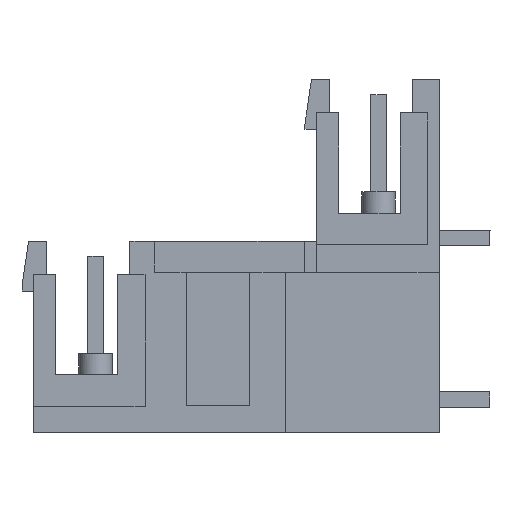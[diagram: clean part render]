
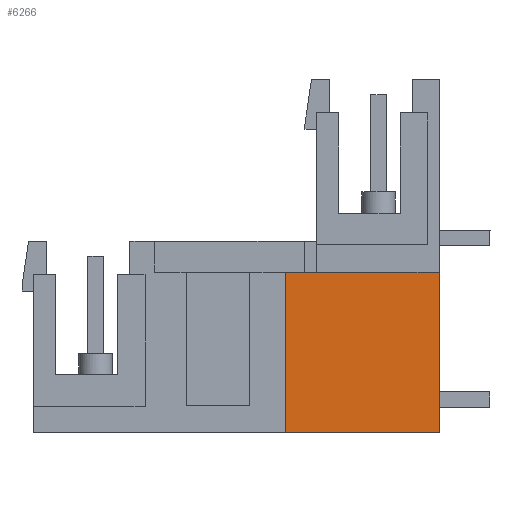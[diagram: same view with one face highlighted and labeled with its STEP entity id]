
A CAD part, left-side view. The second image highlights one B-rep face of the part: STEP entity #6266.
In plain terms, the highlighted planar face has unit normal (-1, 0, 0).
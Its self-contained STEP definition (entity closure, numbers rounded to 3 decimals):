
#6246=AXIS2_PLACEMENT_3D('Plane Axis2P3D',#6243,#6244,#6245) ;
#2596=CARTESIAN_POINT('Vertex',(2.52,3.2,10.06)) ;
#2599=CARTESIAN_POINT('Line Origine',(2.52,3.2,5.03)) ;
#2603=CARTESIAN_POINT('Vertex',(2.52,3.2,0.)) ;
#6221=CARTESIAN_POINT('Line Origine',(2.52,8.025,0.)) ;
#6225=CARTESIAN_POINT('Vertex',(2.52,12.85,0.)) ;
#6243=CARTESIAN_POINT('Axis2P3D Location',(2.52,3.2,10.06)) ;
#6248=CARTESIAN_POINT('Line Origine',(2.52,8.025,10.06)) ;
#6252=CARTESIAN_POINT('Vertex',(2.52,12.85,10.06)) ;
#6255=CARTESIAN_POINT('Line Origine',(2.52,12.85,5.03)) ;
#2600=DIRECTION('Vector Direction',(0.,0.,-1.)) ;
#6222=DIRECTION('Vector Direction',(0.,1.,0.)) ;
#6244=DIRECTION('Axis2P3D Direction',(-1.,0.,0.)) ;
#6245=DIRECTION('Axis2P3D XDirection',(0.,1.,0.)) ;
#6249=DIRECTION('Vector Direction',(0.,1.,0.)) ;
#6256=DIRECTION('Vector Direction',(0.,0.,-1.)) ;
#2601=VECTOR('Line Direction',#2600,1.) ;
#6223=VECTOR('Line Direction',#6222,1.) ;
#6250=VECTOR('Line Direction',#6249,1.) ;
#6257=VECTOR('Line Direction',#6256,1.) ;
#6261=ORIENTED_EDGE('',*,*,#2605,.F.) ;
#6262=ORIENTED_EDGE('',*,*,#6254,.T.) ;
#6263=ORIENTED_EDGE('',*,*,#6259,.T.) ;
#6264=ORIENTED_EDGE('',*,*,#6227,.F.) ;
#6266=ADVANCED_FACE('HOUSING',(#6265),#6247,.T.) ;
#2605=EDGE_CURVE('',#2597,#2604,#2602,.T.) ;
#6227=EDGE_CURVE('',#2604,#6226,#6224,.T.) ;
#6254=EDGE_CURVE('',#2597,#6253,#6251,.T.) ;
#6259=EDGE_CURVE('',#6253,#6226,#6258,.T.) ;
#6260=EDGE_LOOP('',(#6261,#6262,#6263,#6264)) ;
#6265=FACE_OUTER_BOUND('',#6260,.T.) ;
#2602=LINE('Line',#2599,#2601) ;
#6224=LINE('Line',#6221,#6223) ;
#6251=LINE('Line',#6248,#6250) ;
#6258=LINE('Line',#6255,#6257) ;
#6247=PLANE('',#6246) ;
#2597=VERTEX_POINT('',#2596) ;
#2604=VERTEX_POINT('',#2603) ;
#6226=VERTEX_POINT('',#6225) ;
#6253=VERTEX_POINT('',#6252) ;
